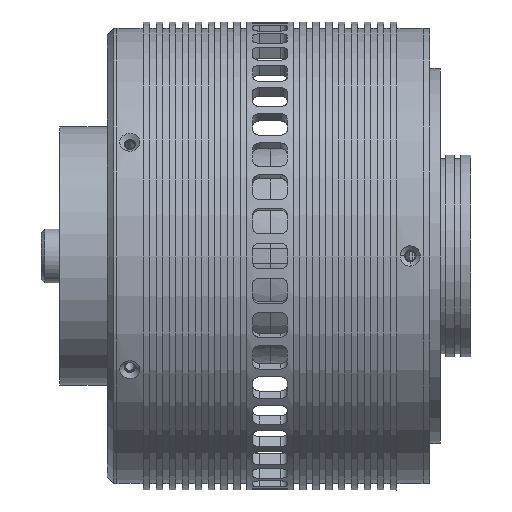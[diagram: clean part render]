
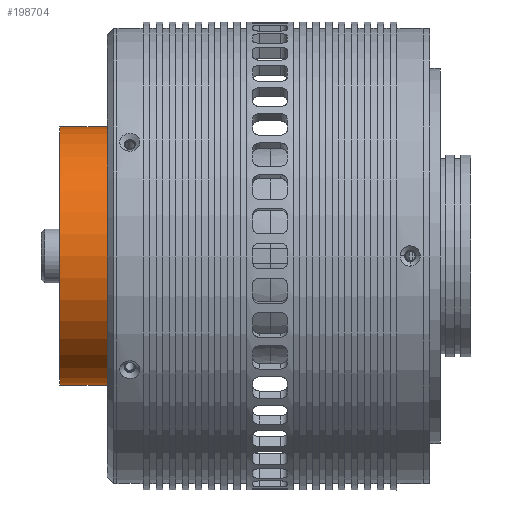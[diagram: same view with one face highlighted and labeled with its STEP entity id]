
A CAD part, front view. The second image highlights one B-rep face of the part: STEP entity #198704.
In plain terms, the highlighted cylindrical face has radius 60 mm (diameter 120 mm), a full revolution.
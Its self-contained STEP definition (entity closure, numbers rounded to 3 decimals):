
#197615 = PLANE('',#197616);
#197616 = AXIS2_PLACEMENT_3D('',#197617,#197618,#197619);
#197617 = CARTESIAN_POINT('',(0.,25.5,0.));
#197618 = DIRECTION('',(0.,1.,0.));
#197619 = DIRECTION('',(1.,0.,0.));
#197688 = EDGE_CURVE('',#197689,#197689,#197691,.T.);
#197689 = VERTEX_POINT('',#197690);
#197690 = CARTESIAN_POINT('',(60.,25.5,0.));
#197691 = SURFACE_CURVE('',#197692,(#197697,#197704),.PCURVE_S1.);
#197692 = CIRCLE('',#197693,60.);
#197693 = AXIS2_PLACEMENT_3D('',#197694,#197695,#197696);
#197694 = CARTESIAN_POINT('',(0.,25.5,0.));
#197695 = DIRECTION('',(-0.,1.,0.));
#197696 = DIRECTION('',(1.,0.,0.));
#197697 = PCURVE('',#197615,#197698);
#197698 = DEFINITIONAL_REPRESENTATION('',(#197699),#197703);
#197699 = CIRCLE('',#197700,60.);
#197700 = AXIS2_PLACEMENT_2D('',#197701,#197702);
#197701 = CARTESIAN_POINT('',(0.,0.));
#197702 = DIRECTION('',(1.,0.));
#197703 = ( GEOMETRIC_REPRESENTATION_CONTEXT(2) 
PARAMETRIC_REPRESENTATION_CONTEXT() REPRESENTATION_CONTEXT('2D SPACE',''
  ) );
#197704 = PCURVE('',#197705,#197710);
#197705 = CYLINDRICAL_SURFACE('',#197706,60.);
#197706 = AXIS2_PLACEMENT_3D('',#197707,#197708,#197709);
#197707 = CARTESIAN_POINT('',(0.,3.5,0.));
#197708 = DIRECTION('',(0.,1.,0.));
#197709 = DIRECTION('',(1.,0.,0.));
#197710 = DEFINITIONAL_REPRESENTATION('',(#197711),#197715);
#197711 = LINE('',#197712,#197713);
#197712 = CARTESIAN_POINT('',(0.,22.));
#197713 = VECTOR('',#197714,1.);
#197714 = DIRECTION('',(1.,0.));
#197715 = ( GEOMETRIC_REPRESENTATION_CONTEXT(2) 
PARAMETRIC_REPRESENTATION_CONTEXT() REPRESENTATION_CONTEXT('2D SPACE',''
  ) );
#198704 = ADVANCED_FACE('',(#198705),#197705,.T.);
#198705 = FACE_BOUND('',#198706,.T.);
#198706 = EDGE_LOOP('',(#198707,#198736,#198757,#198758));
#198707 = ORIENTED_EDGE('',*,*,#198708,.T.);
#198708 = EDGE_CURVE('',#198709,#198709,#198711,.T.);
#198709 = VERTEX_POINT('',#198710);
#198710 = CARTESIAN_POINT('',(60.,3.5,0.));
#198711 = SURFACE_CURVE('',#198712,(#198717,#198724),.PCURVE_S1.);
#198712 = CIRCLE('',#198713,60.);
#198713 = AXIS2_PLACEMENT_3D('',#198714,#198715,#198716);
#198714 = CARTESIAN_POINT('',(0.,3.5,0.));
#198715 = DIRECTION('',(-0.,1.,0.));
#198716 = DIRECTION('',(1.,0.,0.));
#198717 = PCURVE('',#197705,#198718);
#198718 = DEFINITIONAL_REPRESENTATION('',(#198719),#198723);
#198719 = LINE('',#198720,#198721);
#198720 = CARTESIAN_POINT('',(0.,0.));
#198721 = VECTOR('',#198722,1.);
#198722 = DIRECTION('',(1.,0.));
#198723 = ( GEOMETRIC_REPRESENTATION_CONTEXT(2) 
PARAMETRIC_REPRESENTATION_CONTEXT() REPRESENTATION_CONTEXT('2D SPACE',''
  ) );
#198724 = PCURVE('',#198725,#198730);
#198725 = PLANE('',#198726);
#198726 = AXIS2_PLACEMENT_3D('',#198727,#198728,#198729);
#198727 = CARTESIAN_POINT('',(0.,3.5,0.));
#198728 = DIRECTION('',(0.,1.,0.));
#198729 = DIRECTION('',(1.,0.,0.));
#198730 = DEFINITIONAL_REPRESENTATION('',(#198731),#198735);
#198731 = CIRCLE('',#198732,60.);
#198732 = AXIS2_PLACEMENT_2D('',#198733,#198734);
#198733 = CARTESIAN_POINT('',(0.,0.));
#198734 = DIRECTION('',(1.,-0.));
#198735 = ( GEOMETRIC_REPRESENTATION_CONTEXT(2) 
PARAMETRIC_REPRESENTATION_CONTEXT() REPRESENTATION_CONTEXT('2D SPACE',''
  ) );
#198736 = ORIENTED_EDGE('',*,*,#198737,.T.);
#198737 = EDGE_CURVE('',#198709,#197689,#198738,.T.);
#198738 = SEAM_CURVE('',#198739,(#198743,#198750),.PCURVE_S1.);
#198739 = LINE('',#198740,#198741);
#198740 = CARTESIAN_POINT('',(60.,3.5,0.));
#198741 = VECTOR('',#198742,1.);
#198742 = DIRECTION('',(0.,1.,0.));
#198743 = PCURVE('',#197705,#198744);
#198744 = DEFINITIONAL_REPRESENTATION('',(#198745),#198749);
#198745 = LINE('',#198746,#198747);
#198746 = CARTESIAN_POINT('',(0.,0.));
#198747 = VECTOR('',#198748,1.);
#198748 = DIRECTION('',(0.,1.));
#198749 = ( GEOMETRIC_REPRESENTATION_CONTEXT(2) 
PARAMETRIC_REPRESENTATION_CONTEXT() REPRESENTATION_CONTEXT('2D SPACE',''
  ) );
#198750 = PCURVE('',#197705,#198751);
#198751 = DEFINITIONAL_REPRESENTATION('',(#198752),#198756);
#198752 = LINE('',#198753,#198754);
#198753 = CARTESIAN_POINT('',(6.283,0.));
#198754 = VECTOR('',#198755,1.);
#198755 = DIRECTION('',(0.,1.));
#198756 = ( GEOMETRIC_REPRESENTATION_CONTEXT(2) 
PARAMETRIC_REPRESENTATION_CONTEXT() REPRESENTATION_CONTEXT('2D SPACE',''
  ) );
#198757 = ORIENTED_EDGE('',*,*,#197688,.F.);
#198758 = ORIENTED_EDGE('',*,*,#198737,.F.);
